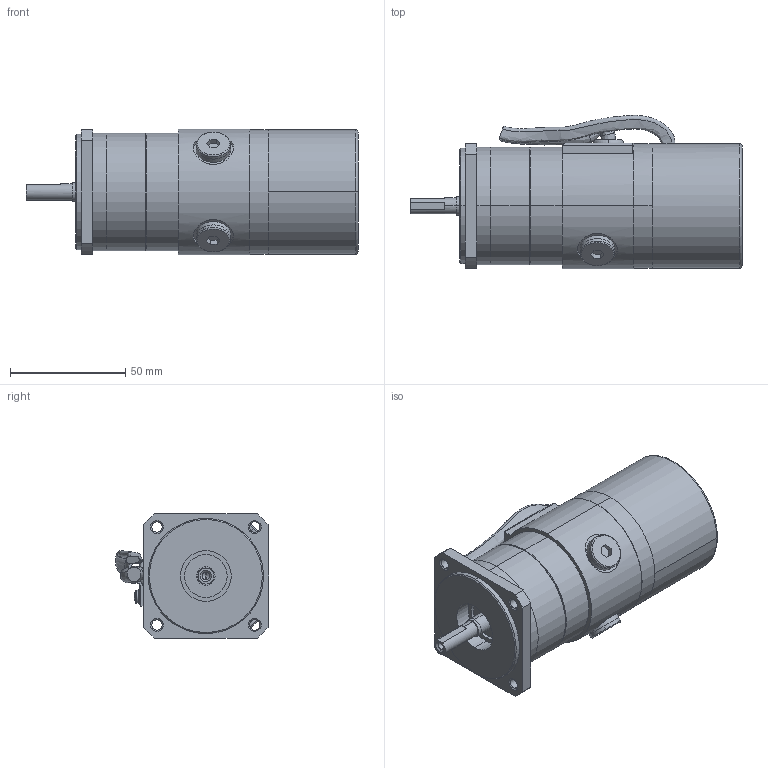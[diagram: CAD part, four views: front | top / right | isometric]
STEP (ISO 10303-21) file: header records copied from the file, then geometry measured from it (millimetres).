
FILE_DESCRIPTION (( 'STEP AP214' ), '1' );
FILE_NAME ('5DA06-7ST.STEP', '2024-05-03T11:31:27', ( '' ), ( '' ), 'SwSTEP 2.0', 'SolidWorks 2023', '' );
FILE_SCHEMA (( 'AUTOMOTIVE_DESIGN' ));
Length unit declared in the file: millimetre
Products named in the file (1): 5DA06-7ST
Bounding box: 144 x 66.42 x 54.4 mm (x, y, z)
Volume: 204138.1 mm3; surface area: 41656.3 mm2
Topology: 1 solids, 1 shells, 230 faces, 576 edges, 361 vertices
Faces by surface type: plane 93, cylinder 83, cone 29, torus 15, bspline 8, sphere 2
Entity records: 8768 total; most frequent: CARTESIAN_POINT 3173, DIRECTION 1211, ORIENTED_EDGE 1144, EDGE_CURVE 572, AXIS2_PLACEMENT_3D 478, VERTEX_POINT 361, EDGE_LOOP 267, VECTOR 255
